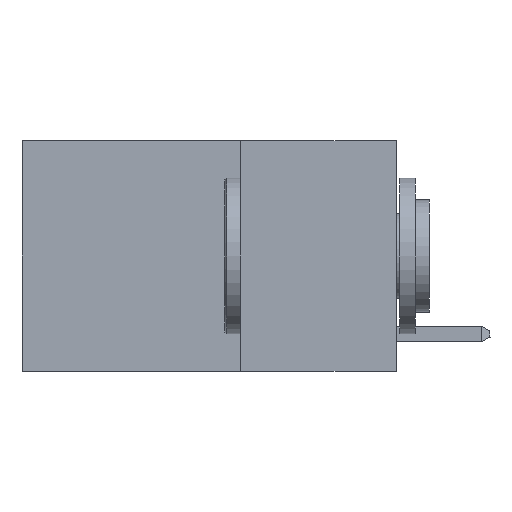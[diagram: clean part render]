
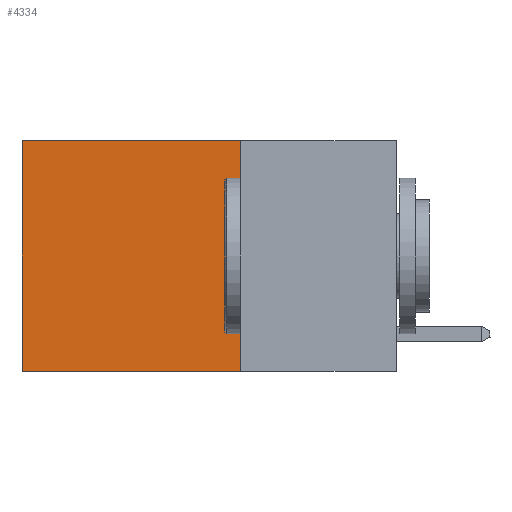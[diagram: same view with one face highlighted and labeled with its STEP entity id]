
A CAD part, left-side view. The second image highlights one B-rep face of the part: STEP entity #4334.
In plain terms, the highlighted planar face has unit normal (-1, 0, 0).
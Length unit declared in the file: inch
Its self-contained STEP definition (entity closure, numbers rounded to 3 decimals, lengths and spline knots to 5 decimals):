
#1 = ORIENTED_EDGE ( 'NONE', *, *, #711, .T. ) ;
#131 = ORIENTED_EDGE ( 'NONE', *, *, #5905, .F. ) ;
#286 = VECTOR ( 'NONE', #7827, 39.37008 ) ;
#368 = VERTEX_POINT ( 'NONE', #3364 ) ;
#692 = LINE ( 'NONE', #5045, #8083 ) ;
#711 = EDGE_CURVE ( 'NONE', #1258, #758, #7919, .T. ) ;
#758 = VERTEX_POINT ( 'NONE', #3137 ) ;
#1258 = VERTEX_POINT ( 'NONE', #4678 ) ;
#1391 = EDGE_CURVE ( 'NONE', #1258, #2458, #6368, .T. ) ;
#1630 = DIRECTION ( 'NONE',  ( 0., 0., -1. ) ) ;
#1909 = EDGE_CURVE ( 'NONE', #758, #368, #3831, .T. ) ;
#1981 = CARTESIAN_POINT ( 'NONE',  ( 0.2625, 0.25, -0.37 ) ) ;
#2360 = CARTESIAN_POINT ( 'NONE',  ( 0.2625, 0.6, 0. ) ) ;
#2458 = VERTEX_POINT ( 'NONE', #1981 ) ;
#2785 = FACE_OUTER_BOUND ( 'NONE', #6040, .T. ) ;
#2814 = ORIENTED_EDGE ( 'NONE', *, *, #1909, .T. ) ;
#2874 = ORIENTED_EDGE ( 'NONE', *, *, #1391, .F. ) ;
#2926 = DIRECTION ( 'NONE',  ( 0., 0., -1. ) ) ;
#3137 = CARTESIAN_POINT ( 'NONE',  ( 0.2625, 0.6, 0. ) ) ;
#3364 = CARTESIAN_POINT ( 'NONE',  ( 0.2625, 0.6, -0.37 ) ) ;
#3831 = LINE ( 'NONE', #2360, #7387 ) ;
#4334 = ADVANCED_FACE ( 'NONE', ( #2785 ), #6495, .F. ) ;
#4678 = CARTESIAN_POINT ( 'NONE',  ( 0.2625, 0.25, 0. ) ) ;
#5045 = CARTESIAN_POINT ( 'NONE',  ( 0.2625, 0.25, -0.37 ) ) ;
#5794 = DIRECTION ( 'NONE',  ( 0., 1., 0. ) ) ;
#5905 = EDGE_CURVE ( 'NONE', #2458, #368, #692, .T. ) ;
#6040 = EDGE_LOOP ( 'NONE', ( #2814, #131, #2874, #1 ) ) ;
#6271 = CARTESIAN_POINT ( 'NONE',  ( 0.2625, 0.25, 0. ) ) ;
#6368 = LINE ( 'NONE', #7175, #8012 ) ;
#6495 = PLANE ( 'NONE',  #7161 ) ;
#7161 = AXIS2_PLACEMENT_3D ( 'NONE', #9246, #7182, #2926 ) ;
#7175 = CARTESIAN_POINT ( 'NONE',  ( 0.2625, 0.25, 0. ) ) ;
#7182 = DIRECTION ( 'NONE',  ( 1., 0., 0. ) ) ;
#7213 = DIRECTION ( 'NONE',  ( 0., 0., -1. ) ) ;
#7387 = VECTOR ( 'NONE', #1630, 39.37008 ) ;
#7827 = DIRECTION ( 'NONE',  ( 0., 1., 0. ) ) ;
#7919 = LINE ( 'NONE', #6271, #286 ) ;
#8012 = VECTOR ( 'NONE', #7213, 39.37008 ) ;
#8083 = VECTOR ( 'NONE', #5794, 39.37008 ) ;
#9246 = CARTESIAN_POINT ( 'NONE',  ( 0.2625, 0.25, 0. ) ) ;
